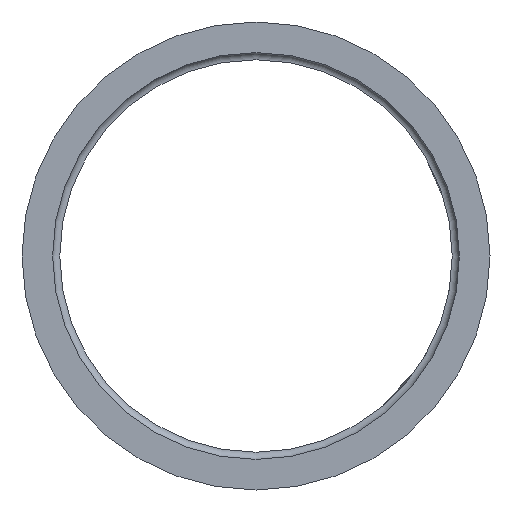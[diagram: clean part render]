
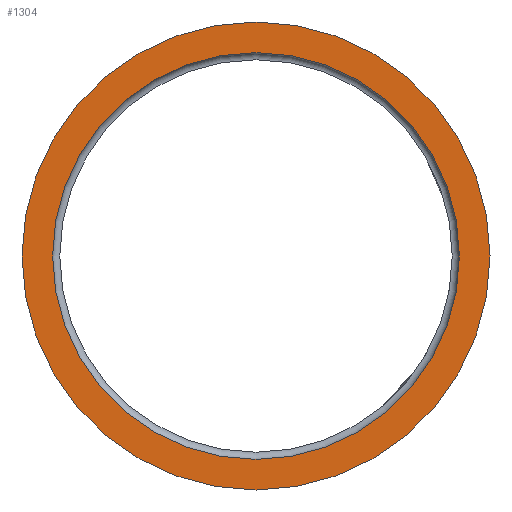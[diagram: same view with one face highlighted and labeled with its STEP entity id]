
A CAD part, front view. The second image highlights one B-rep face of the part: STEP entity #1304.
In plain terms, the highlighted planar face has unit normal (0, -1, 0).
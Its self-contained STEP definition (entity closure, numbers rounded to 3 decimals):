
#26=FACE_BOUND('',#217,.T.);
#53=CIRCLE('',#1355,28.25);
#55=CIRCLE('',#1359,32.5);
#68=PLANE('',#1361);
#137=FACE_OUTER_BOUND('',#216,.T.);
#216=EDGE_LOOP('',(#1184));
#217=EDGE_LOOP('',(#1185));
#592=VERTEX_POINT('',#3328);
#594=VERTEX_POINT('',#3336);
#787=EDGE_CURVE('',#592,#592,#53,.T.);
#791=EDGE_CURVE('',#594,#594,#55,.T.);
#1184=ORIENTED_EDGE('',*,*,#791,.F.);
#1185=ORIENTED_EDGE('',*,*,#787,.T.);
#1304=ADVANCED_FACE('',(#137,#26),#68,.F.);
#1355=AXIS2_PLACEMENT_3D('',#3330,#1507,#1508);
#1359=AXIS2_PLACEMENT_3D('',#3338,#1517,#1518);
#1361=AXIS2_PLACEMENT_3D('',#3340,#1521,#1522);
#1507=DIRECTION('center_axis',(0.,1.,0.));
#1508=DIRECTION('ref_axis',(1.,0.,0.));
#1517=DIRECTION('center_axis',(0.,1.,0.));
#1518=DIRECTION('ref_axis',(1.,0.,0.));
#1521=DIRECTION('center_axis',(0.,1.,0.));
#1522=DIRECTION('ref_axis',(1.,0.,0.));
#3328=CARTESIAN_POINT('',(-28.25,0.,0.));
#3330=CARTESIAN_POINT('Origin',(0.,0.,0.));
#3336=CARTESIAN_POINT('',(-32.5,0.,0.));
#3338=CARTESIAN_POINT('Origin',(0.,0.,0.));
#3340=CARTESIAN_POINT('Origin',(0.,0.,0.));
